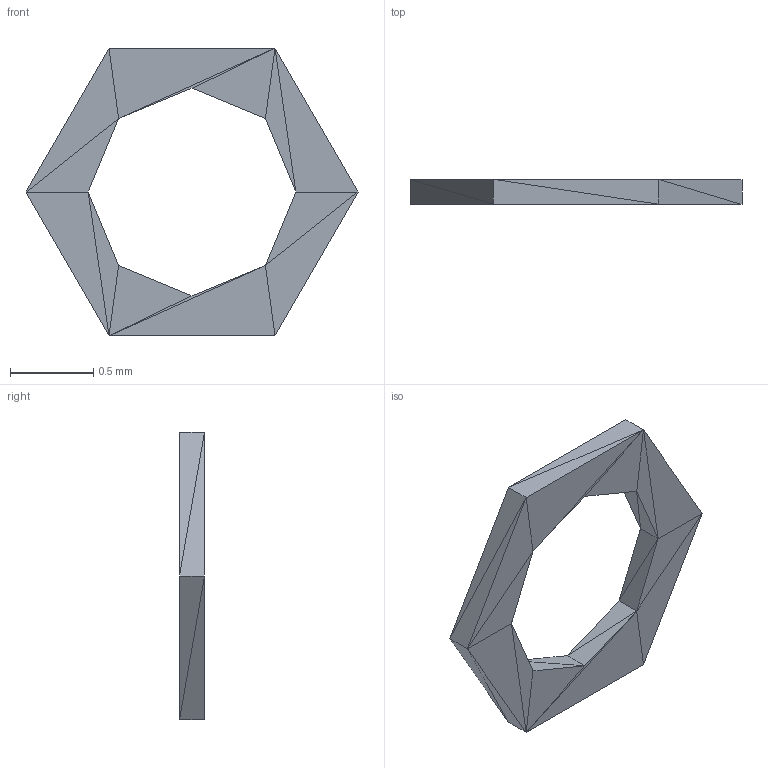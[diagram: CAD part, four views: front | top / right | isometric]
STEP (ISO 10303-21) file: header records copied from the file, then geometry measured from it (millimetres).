
FILE_DESCRIPTION(('FreeCAD Model'),'2;1');
FILE_NAME('Open CASCADE Shape Model','2024-03-25T00:44:30',('Author'),( ''),'Open CASCADE STEP processor 7.6','FreeCAD','Unknown');
FILE_SCHEMA(('AUTOMOTIVE_DESIGN { 1 0 10303 214 1 1 1 1 }'));
Length unit declared in the file: millimetre
Products named in the file (1): washer1_mediumshape_fraunhofer001 (Solid)
Bounding box: 1.99 x 0.15 x 1.73 mm (x, y, z)
Volume: 0.2 mm3; surface area: 4.4 mm2
Topology: 1 solids, 1 shells, 56 faces, 84 edges, 28 vertices
Faces by surface type: plane 56
Entity records: 1122 total; most frequent: DIRECTION 198, CARTESIAN_POINT 169, ORIENTED_EDGE 168, EDGE_CURVE 84, LINE 84, VECTOR 84, AXIS2_PLACEMENT_3D 57, ADVANCED_FACE 56
